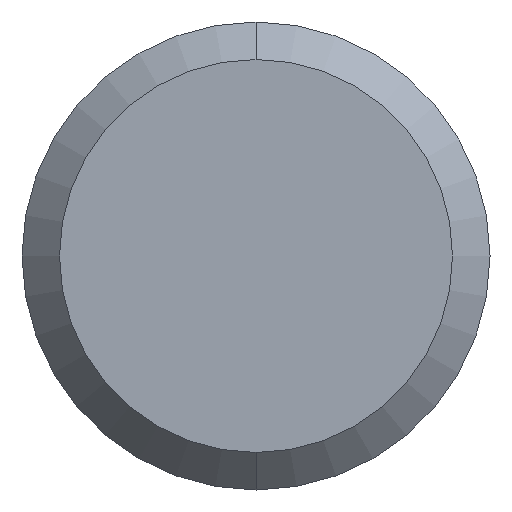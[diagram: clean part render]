
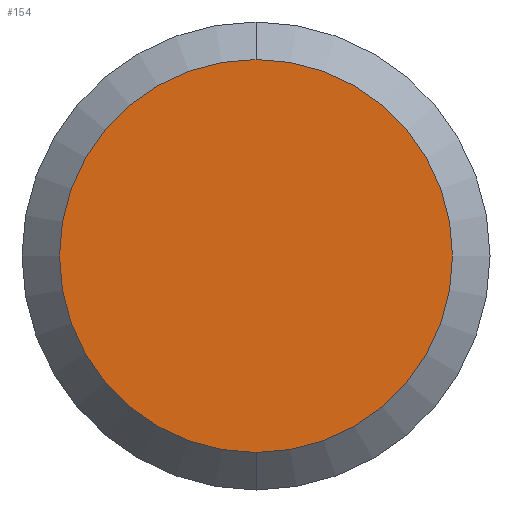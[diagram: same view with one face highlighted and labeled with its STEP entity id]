
A CAD part, front view. The second image highlights one B-rep face of the part: STEP entity #154.
In plain terms, the highlighted planar face has unit normal (0, -1, 0).
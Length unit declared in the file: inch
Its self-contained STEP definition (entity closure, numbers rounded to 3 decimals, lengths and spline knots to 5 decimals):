
#23 = DIRECTION ( 'NONE',  ( 0., 1., 0. ) ) ;
#26 = ORIENTED_EDGE ( 'NONE', *, *, #265, .T. ) ;
#34 = EDGE_LOOP ( 'NONE', ( #26, #209 ) ) ;
#36 = DIRECTION ( 'NONE',  ( 0., 0., 1. ) ) ;
#42 = CARTESIAN_POINT ( 'NONE',  ( 0., 0., -0.10485 ) ) ;
#44 = CARTESIAN_POINT ( 'NONE',  ( 0., 0., 0. ) ) ;
#45 = CIRCLE ( 'NONE', #93, 0.10485 ) ;
#64 = DIRECTION ( 'NONE',  ( 0., 0., 1. ) ) ;
#73 = CARTESIAN_POINT ( 'NONE',  ( 0., 0., 0.10485 ) ) ;
#88 = AXIS2_PLACEMENT_3D ( 'NONE', #201, #173, #36 ) ;
#93 = AXIS2_PLACEMENT_3D ( 'NONE', #144, #99, #174 ) ;
#99 = DIRECTION ( 'NONE',  ( 0., -1., 0. ) ) ;
#101 = PLANE ( 'NONE',  #119 ) ;
#112 = VERTEX_POINT ( 'NONE', #42 ) ;
#119 = AXIS2_PLACEMENT_3D ( 'NONE', #44, #23, #64 ) ;
#129 = FACE_OUTER_BOUND ( 'NONE', #34, .T. ) ;
#141 = CIRCLE ( 'NONE', #88, 0.10485 ) ;
#144 = CARTESIAN_POINT ( 'NONE',  ( 0., 0., 0. ) ) ;
#154 = ADVANCED_FACE ( 'NONE', ( #129 ), #101, .F. ) ;
#173 = DIRECTION ( 'NONE',  ( 0., -1., 0. ) ) ;
#174 = DIRECTION ( 'NONE',  ( 0., 0., 1. ) ) ;
#201 = CARTESIAN_POINT ( 'NONE',  ( 0., 0., 0. ) ) ;
#209 = ORIENTED_EDGE ( 'NONE', *, *, #249, .T. ) ;
#249 = EDGE_CURVE ( 'NONE', #112, #261, #45, .T. ) ;
#261 = VERTEX_POINT ( 'NONE', #73 ) ;
#265 = EDGE_CURVE ( 'NONE', #261, #112, #141, .T. ) ;
